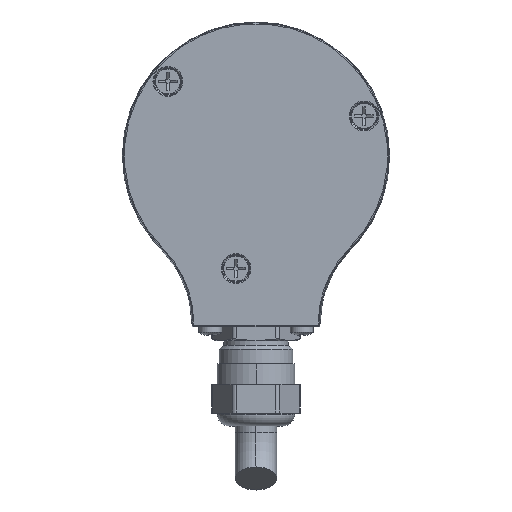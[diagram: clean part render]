
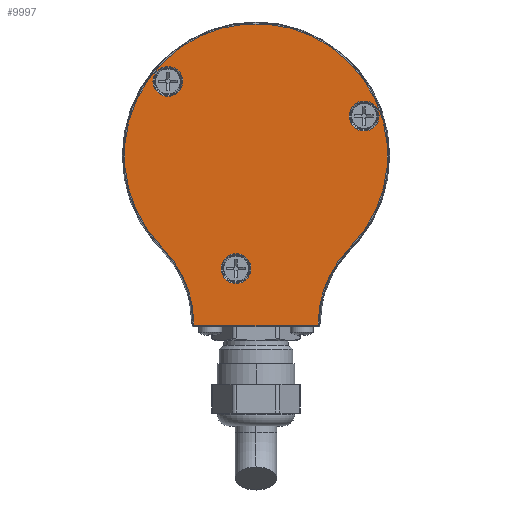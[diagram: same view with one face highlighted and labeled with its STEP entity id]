
A CAD part, top view. The second image highlights one B-rep face of the part: STEP entity #9997.
In plain terms, the highlighted planar face has unit normal (0, 0, 1).
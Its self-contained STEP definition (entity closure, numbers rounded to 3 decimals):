
#2248=CARTESIAN_POINT('',(0.,0.,52.));
#2249=DIRECTION('',(0.,0.,-1.));
#2250=DIRECTION('',(-0.71,-0.704,0.));
#2251=AXIS2_PLACEMENT_3D('',#2248,#2249,#2250);
#2253=CARTESIAN_POINT('',(37.,-36.68,52.));
#2254=DIRECTION('',(0.,0.,1.));
#2255=DIRECTION('',(-0.71,0.704,0.));
#2256=AXIS2_PLACEMENT_3D('',#2253,#2254,#2255);
#2258=CARTESIAN_POINT('',(-37.,-36.68,52.));
#2259=DIRECTION('',(0.,0.,1.));
#2260=DIRECTION('',(1.,0.,0.));
#2261=AXIS2_PLACEMENT_3D('',#2258,#2259,#2260);
#2263=CARTESIAN_POINT('',(-19.151,16.07,52.));
#2264=DIRECTION('',(0.,0.,1.));
#2265=DIRECTION('',(0.5,-0.866,0.));
#2266=AXIS2_PLACEMENT_3D('',#2263,#2264,#2265);
#2268=CARTESIAN_POINT('',(-19.151,16.07,52.));
#2269=DIRECTION('',(0.,0.,1.));
#2270=DIRECTION('',(-0.5,0.866,0.));
#2271=AXIS2_PLACEMENT_3D('',#2268,#2269,#2270);
#2273=CARTESIAN_POINT('',(-4.341,-24.62,52.));
#2274=DIRECTION('',(0.,0.,1.));
#2275=DIRECTION('',(-0.5,-0.866,0.));
#2276=AXIS2_PLACEMENT_3D('',#2273,#2274,#2275);
#2278=CARTESIAN_POINT('',(-4.341,-24.62,52.));
#2279=DIRECTION('',(0.,0.,1.));
#2280=DIRECTION('',(0.5,0.866,0.));
#2281=AXIS2_PLACEMENT_3D('',#2278,#2279,#2280);
#2283=CARTESIAN_POINT('',(23.492,8.551,52.));
#2284=DIRECTION('',(0.,0.,1.));
#2285=DIRECTION('',(-1.,0.,0.));
#2286=AXIS2_PLACEMENT_3D('',#2283,#2284,#2285);
#2288=CARTESIAN_POINT('',(23.492,8.551,52.));
#2289=DIRECTION('',(0.,0.,1.));
#2290=DIRECTION('',(1.,0.,0.));
#2291=AXIS2_PLACEMENT_3D('',#2288,#2289,#2290);
#2293=DIRECTION('',(0.,1.,0.));
#2294=VECTOR('',#2293,0.32);
#2295=CARTESIAN_POINT('',(13.514,-37.,52.));
#2296=LINE('',#2295,#2294);
#2316=DIRECTION('',(1.,0.,0.));
#2317=VECTOR('',#2316,27.028);
#2318=CARTESIAN_POINT('',(-13.514,-37.,52.));
#2319=LINE('',#2318,#2317);
#2375=DIRECTION('',(0.,-1.,0.));
#2376=VECTOR('',#2375,0.32);
#2377=CARTESIAN_POINT('',(-13.514,-36.68,52.));
#2378=LINE('',#2377,#2376);
#6338=CARTESIAN_POINT('',(-20.321,-20.145,52.));
#6339=CARTESIAN_POINT('',(20.321,-20.145,52.));
#6340=VERTEX_POINT('',#6338);
#6341=VERTEX_POINT('',#6339);
#6342=CARTESIAN_POINT('',(-13.514,-36.68,52.));
#6343=VERTEX_POINT('',#6342);
#6344=CARTESIAN_POINT('',(-13.514,-37.,52.));
#6345=VERTEX_POINT('',#6344);
#6346=CARTESIAN_POINT('',(13.514,-37.,52.));
#6347=VERTEX_POINT('',#6346);
#6348=CARTESIAN_POINT('',(13.514,-36.68,52.));
#6349=VERTEX_POINT('',#6348);
#6350=CARTESIAN_POINT('',(-17.53,13.261,52.));
#6351=CARTESIAN_POINT('',(-20.773,18.878,52.));
#6352=VERTEX_POINT('',#6350);
#6353=VERTEX_POINT('',#6351);
#6354=CARTESIAN_POINT('',(-5.963,-27.429,52.));
#6355=CARTESIAN_POINT('',(-2.72,-21.812,52.));
#6356=VERTEX_POINT('',#6354);
#6357=VERTEX_POINT('',#6355);
#6358=CARTESIAN_POINT('',(20.249,8.551,52.));
#6359=CARTESIAN_POINT('',(26.735,8.551,52.));
#6360=VERTEX_POINT('',#6358);
#6361=VERTEX_POINT('',#6359);
#9963=CARTESIAN_POINT('',(0.,-4.193,52.));
#9964=DIRECTION('',(0.,0.,1.));
#9965=DIRECTION('',(1.,0.,0.));
#9966=AXIS2_PLACEMENT_3D('',#9963,#9964,#9965);
#9967=PLANE('',#9966);
#9968=ORIENTED_EDGE('',*,*,#9695,.T.);
#9969=ORIENTED_EDGE('',*,*,#9713,.T.);
#9971=ORIENTED_EDGE('',*,*,#9970,.F.);
#9973=ORIENTED_EDGE('',*,*,#9972,.F.);
#9975=ORIENTED_EDGE('',*,*,#9974,.F.);
#9976=ORIENTED_EDGE('',*,*,#9956,.T.);
#9977=EDGE_LOOP('',(#9968,#9969,#9971,#9973,#9975,#9976));
#9978=FACE_OUTER_BOUND('',#9977,.F.);
#9980=ORIENTED_EDGE('',*,*,#9979,.T.);
#9982=ORIENTED_EDGE('',*,*,#9981,.T.);
#9983=EDGE_LOOP('',(#9980,#9982));
#9984=FACE_BOUND('',#9983,.F.);
#9986=ORIENTED_EDGE('',*,*,#9985,.T.);
#9988=ORIENTED_EDGE('',*,*,#9987,.T.);
#9989=EDGE_LOOP('',(#9986,#9988));
#9990=FACE_BOUND('',#9989,.F.);
#9992=ORIENTED_EDGE('',*,*,#9991,.T.);
#9994=ORIENTED_EDGE('',*,*,#9993,.T.);
#9995=EDGE_LOOP('',(#9992,#9994));
#9996=FACE_BOUND('',#9995,.F.);
#2252=CIRCLE('',#2251,28.614);
#2257=CIRCLE('',#2256,23.486);
#2262=CIRCLE('',#2261,23.486);
#2267=CIRCLE('',#2266,3.243);
#2272=CIRCLE('',#2271,3.243);
#2277=CIRCLE('',#2276,3.243);
#2282=CIRCLE('',#2281,3.243);
#2287=CIRCLE('',#2286,3.243);
#2292=CIRCLE('',#2291,3.243);
#9695=EDGE_CURVE('',#6340,#6341,#2252,.T.);
#9713=EDGE_CURVE('',#6341,#6349,#2257,.T.);
#9956=EDGE_CURVE('',#6343,#6340,#2262,.T.);
#9970=EDGE_CURVE('',#6347,#6349,#2296,.T.);
#9972=EDGE_CURVE('',#6345,#6347,#2319,.T.);
#9974=EDGE_CURVE('',#6343,#6345,#2378,.T.);
#9979=EDGE_CURVE('',#6352,#6353,#2267,.T.);
#9981=EDGE_CURVE('',#6353,#6352,#2272,.T.);
#9985=EDGE_CURVE('',#6356,#6357,#2277,.T.);
#9987=EDGE_CURVE('',#6357,#6356,#2282,.T.);
#9991=EDGE_CURVE('',#6360,#6361,#2287,.T.);
#9993=EDGE_CURVE('',#6361,#6360,#2292,.T.);
#9997=ADVANCED_FACE('',(#9978,#9984,#9990,#9996),#9967,.T.);
